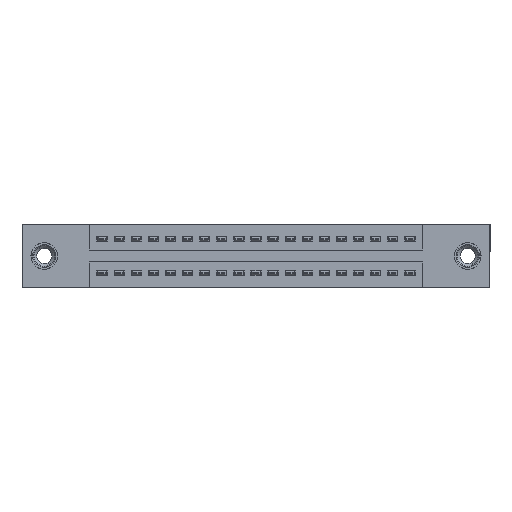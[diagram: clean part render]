
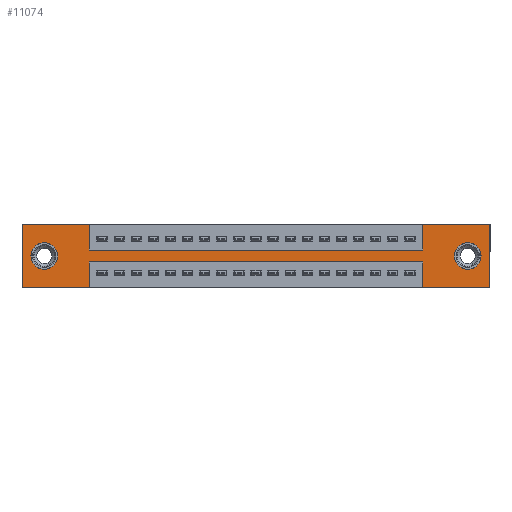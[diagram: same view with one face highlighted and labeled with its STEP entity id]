
A CAD part, front view. The second image highlights one B-rep face of the part: STEP entity #11074.
In plain terms, the highlighted planar face has unit normal (0, -1, 0).
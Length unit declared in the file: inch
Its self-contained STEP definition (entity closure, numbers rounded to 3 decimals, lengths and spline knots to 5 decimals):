
#430 = FACE_BOUND ( 'NONE', #6594, .T. ) ;
#733 = VERTEX_POINT ( 'NONE', #9171 ) ;
#770 = VECTOR ( 'NONE', #2756, 39.37008 ) ;
#791 = EDGE_CURVE ( 'NONE', #9590, #9661, #6752, .T. ) ;
#882 = DIRECTION ( 'NONE',  ( 0., 0., -1. ) ) ;
#1051 = DIRECTION ( 'NONE',  ( 0., 0., -1. ) ) ;
#1077 = CARTESIAN_POINT ( 'NONE',  ( 0., 0., -0.37 ) ) ;
#1199 = DIRECTION ( 'NONE',  ( 0., 0., 1. ) ) ;
#1315 = DIRECTION ( 'NONE',  ( 0., 1., 0. ) ) ;
#1460 = VERTEX_POINT ( 'NONE', #13679 ) ;
#1983 = LINE ( 'NONE', #7424, #770 ) ;
#2188 = ORIENTED_EDGE ( 'NONE', *, *, #10283, .F. ) ;
#2257 = LINE ( 'NONE', #18579, #17956 ) ;
#2263 = CARTESIAN_POINT ( 'NONE',  ( 0.3925, 0., -0.22 ) ) ;
#2436 = CARTESIAN_POINT ( 'NONE',  ( 2.735, 0., -0.37 ) ) ;
#2488 = DIRECTION ( 'NONE',  ( 1., 0., 0. ) ) ;
#2535 = VERTEX_POINT ( 'NONE', #2436 ) ;
#2633 = ORIENTED_EDGE ( 'NONE', *, *, #5568, .F. ) ;
#2696 = CARTESIAN_POINT ( 'NONE',  ( 0.13, 0., -0.185 ) ) ;
#2756 = DIRECTION ( 'NONE',  ( 0., 0., -1. ) ) ;
#2946 = VERTEX_POINT ( 'NONE', #17413 ) ;
#3155 = CARTESIAN_POINT ( 'NONE',  ( 2.3425, 0., 0. ) ) ;
#3254 = AXIS2_PLACEMENT_3D ( 'NONE', #11568, #17153, #1051 ) ;
#3621 = VECTOR ( 'NONE', #12192, 39.37008 ) ;
#3678 = CARTESIAN_POINT ( 'NONE',  ( 0.13, 0., -0.185 ) ) ;
#3824 = DIRECTION ( 'NONE',  ( 0., 1., 0. ) ) ;
#4126 = VECTOR ( 'NONE', #9416, 39.37008 ) ;
#4155 = CARTESIAN_POINT ( 'NONE',  ( 2.3425, 0., 0. ) ) ;
#4169 = CARTESIAN_POINT ( 'NONE',  ( 0.13, 0., -0.107 ) ) ;
#4214 = DIRECTION ( 'NONE',  ( 0., -1., 0. ) ) ;
#4327 = DIRECTION ( 'NONE',  ( 0., 0., -1. ) ) ;
#4331 = VECTOR ( 'NONE', #9293, 39.37008 ) ;
#4717 = CARTESIAN_POINT ( 'NONE',  ( 0., 0., 0. ) ) ;
#5330 = CIRCLE ( 'NONE', #6617, 0.078 ) ;
#5568 = EDGE_CURVE ( 'NONE', #7371, #8773, #18298, .T. ) ;
#5620 = AXIS2_PLACEMENT_3D ( 'NONE', #3678, #3824, #19094 ) ;
#5798 = VERTEX_POINT ( 'NONE', #4169 ) ;
#5978 = ORIENTED_EDGE ( 'NONE', *, *, #8073, .F. ) ;
#6031 = ORIENTED_EDGE ( 'NONE', *, *, #19695, .F. ) ;
#6173 = DIRECTION ( 'NONE',  ( 0., 0., -1. ) ) ;
#6224 = VECTOR ( 'NONE', #2488, 39.37008 ) ;
#6269 = DIRECTION ( 'NONE',  ( 0., 0., 1. ) ) ;
#6594 = EDGE_LOOP ( 'NONE', ( #10462, #13193 ) ) ;
#6617 = AXIS2_PLACEMENT_3D ( 'NONE', #12198, #1315, #4327 ) ;
#6752 = LINE ( 'NONE', #3155, #3621 ) ;
#6757 = CARTESIAN_POINT ( 'NONE',  ( 0.3925, 0., 0. ) ) ;
#6857 = VECTOR ( 'NONE', #9284, 39.37008 ) ;
#6978 = CARTESIAN_POINT ( 'NONE',  ( 0., 0., -0.37 ) ) ;
#7238 = PLANE ( 'NONE',  #8202 ) ;
#7318 = EDGE_CURVE ( 'NONE', #2535, #733, #7356, .T. ) ;
#7356 = LINE ( 'NONE', #8834, #12911 ) ;
#7371 = VERTEX_POINT ( 'NONE', #18448 ) ;
#7424 = CARTESIAN_POINT ( 'NONE',  ( 0.3925, 0., 0. ) ) ;
#7431 = EDGE_CURVE ( 'NONE', #19120, #7371, #2257, .T. ) ;
#7479 = DIRECTION ( 'NONE',  ( -1., 0., 0. ) ) ;
#8073 = EDGE_CURVE ( 'NONE', #8773, #11035, #8329, .T. ) ;
#8202 = AXIS2_PLACEMENT_3D ( 'NONE', #1077, #4214, #882 ) ;
#8329 = LINE ( 'NONE', #16760, #6857 ) ;
#8773 = VERTEX_POINT ( 'NONE', #6978 ) ;
#8834 = CARTESIAN_POINT ( 'NONE',  ( 0., 0., -0.37 ) ) ;
#8964 = EDGE_CURVE ( 'NONE', #2946, #15244, #9249, .T. ) ;
#8998 = VERTEX_POINT ( 'NONE', #12153 ) ;
#9003 = EDGE_CURVE ( 'NONE', #5798, #13562, #19099, .T. ) ;
#9171 = CARTESIAN_POINT ( 'NONE',  ( 2.3425, 0., -0.37 ) ) ;
#9227 = CARTESIAN_POINT ( 'NONE',  ( 0., 0., -0.37 ) ) ;
#9249 = CIRCLE ( 'NONE', #3254, 0.078 ) ;
#9284 = DIRECTION ( 'NONE',  ( 0., 0., 1. ) ) ;
#9293 = DIRECTION ( 'NONE',  ( -1., 0., 0. ) ) ;
#9416 = DIRECTION ( 'NONE',  ( 1., 0., 0. ) ) ;
#9420 = CARTESIAN_POINT ( 'NONE',  ( 2.735, 0., 0. ) ) ;
#9590 = VERTEX_POINT ( 'NONE', #16343 ) ;
#9594 = ORIENTED_EDGE ( 'NONE', *, *, #17063, .F. ) ;
#9661 = VERTEX_POINT ( 'NONE', #4155 ) ;
#10283 = EDGE_CURVE ( 'NONE', #11035, #12240, #15672, .T. ) ;
#10458 = EDGE_CURVE ( 'NONE', #15244, #2946, #5330, .T. ) ;
#10462 = ORIENTED_EDGE ( 'NONE', *, *, #10458, .T. ) ;
#10474 = DIRECTION ( 'NONE',  ( 0., 1., 0. ) ) ;
#10705 = LINE ( 'NONE', #2263, #18163 ) ;
#10747 = ORIENTED_EDGE ( 'NONE', *, *, #9003, .T. ) ;
#10947 = LINE ( 'NONE', #17554, #15243 ) ;
#11035 = VERTEX_POINT ( 'NONE', #4717 ) ;
#11074 = ADVANCED_FACE ( 'NONE', ( #430, #19014, #15657 ), #7238, .T. ) ;
#11221 = ORIENTED_EDGE ( 'NONE', *, *, #18646, .F. ) ;
#11376 = AXIS2_PLACEMENT_3D ( 'NONE', #2696, #10474, #1199 ) ;
#11442 = ORIENTED_EDGE ( 'NONE', *, *, #18104, .F. ) ;
#11568 = CARTESIAN_POINT ( 'NONE',  ( 2.605, 0., -0.185 ) ) ;
#11895 = ORIENTED_EDGE ( 'NONE', *, *, #12758, .T. ) ;
#12153 = CARTESIAN_POINT ( 'NONE',  ( 0.3925, 0., -0.15 ) ) ;
#12192 = DIRECTION ( 'NONE',  ( 0., 0., 1. ) ) ;
#12198 = CARTESIAN_POINT ( 'NONE',  ( 2.605, 0., -0.185 ) ) ;
#12240 = VERTEX_POINT ( 'NONE', #6757 ) ;
#12415 = CARTESIAN_POINT ( 'NONE',  ( 2.3425, 0., -0.37 ) ) ;
#12535 = ORIENTED_EDGE ( 'NONE', *, *, #17581, .F. ) ;
#12610 = ORIENTED_EDGE ( 'NONE', *, *, #7318, .F. ) ;
#12758 = EDGE_CURVE ( 'NONE', #13562, #5798, #14419, .T. ) ;
#12858 = DIRECTION ( 'NONE',  ( 0., 0., -1. ) ) ;
#12911 = VECTOR ( 'NONE', #7479, 39.37008 ) ;
#13155 = DIRECTION ( 'NONE',  ( -1., 0., 0. ) ) ;
#13193 = ORIENTED_EDGE ( 'NONE', *, *, #8964, .T. ) ;
#13363 = CARTESIAN_POINT ( 'NONE',  ( 0., 0., 0. ) ) ;
#13496 = ORIENTED_EDGE ( 'NONE', *, *, #7431, .F. ) ;
#13562 = VERTEX_POINT ( 'NONE', #19533 ) ;
#13679 = CARTESIAN_POINT ( 'NONE',  ( 2.3425, 0., -0.22 ) ) ;
#13918 = CARTESIAN_POINT ( 'NONE',  ( 0., 0., 0. ) ) ;
#14330 = LINE ( 'NONE', #19127, #19604 ) ;
#14419 = CIRCLE ( 'NONE', #5620, 0.078 ) ;
#14558 = EDGE_CURVE ( 'NONE', #9661, #14670, #17560, .T. ) ;
#14670 = VERTEX_POINT ( 'NONE', #9420 ) ;
#15243 = VECTOR ( 'NONE', #12858, 39.37008 ) ;
#15244 = VERTEX_POINT ( 'NONE', #18308 ) ;
#15657 = FACE_OUTER_BOUND ( 'NONE', #18561, .T. ) ;
#15672 = LINE ( 'NONE', #13918, #4126 ) ;
#16343 = CARTESIAN_POINT ( 'NONE',  ( 2.3425, 0., -0.15 ) ) ;
#16760 = CARTESIAN_POINT ( 'NONE',  ( 0., 0., 0. ) ) ;
#16888 = CARTESIAN_POINT ( 'NONE',  ( 0.3925, 0., -0.22 ) ) ;
#16896 = ORIENTED_EDGE ( 'NONE', *, *, #14558, .F. ) ;
#17063 = EDGE_CURVE ( 'NONE', #8998, #9590, #14330, .T. ) ;
#17153 = DIRECTION ( 'NONE',  ( 0., 1., 0. ) ) ;
#17167 = LINE ( 'NONE', #12415, #19765 ) ;
#17413 = CARTESIAN_POINT ( 'NONE',  ( 2.605, 0., -0.263 ) ) ;
#17554 = CARTESIAN_POINT ( 'NONE',  ( 2.735, 0., 0. ) ) ;
#17560 = LINE ( 'NONE', #13363, #6224 ) ;
#17581 = EDGE_CURVE ( 'NONE', #12240, #8998, #1983, .T. ) ;
#17612 = ORIENTED_EDGE ( 'NONE', *, *, #791, .F. ) ;
#17956 = VECTOR ( 'NONE', #6173, 39.37008 ) ;
#18074 = EDGE_LOOP ( 'NONE', ( #10747, #11895 ) ) ;
#18104 = EDGE_CURVE ( 'NONE', #1460, #19120, #10705, .T. ) ;
#18163 = VECTOR ( 'NONE', #13155, 39.37008 ) ;
#18298 = LINE ( 'NONE', #9227, #4331 ) ;
#18308 = CARTESIAN_POINT ( 'NONE',  ( 2.605, 0., -0.107 ) ) ;
#18448 = CARTESIAN_POINT ( 'NONE',  ( 0.3925, 0., -0.37 ) ) ;
#18561 = EDGE_LOOP ( 'NONE', ( #13496, #11442, #6031, #12610, #11221, #16896, #17612, #9594, #12535, #2188, #5978, #2633 ) ) ;
#18579 = CARTESIAN_POINT ( 'NONE',  ( 0.3925, 0., -0.37 ) ) ;
#18646 = EDGE_CURVE ( 'NONE', #14670, #2535, #10947, .T. ) ;
#19014 = FACE_BOUND ( 'NONE', #18074, .T. ) ;
#19094 = DIRECTION ( 'NONE',  ( 0., 0., 1. ) ) ;
#19099 = CIRCLE ( 'NONE', #11376, 0.078 ) ;
#19120 = VERTEX_POINT ( 'NONE', #16888 ) ;
#19127 = CARTESIAN_POINT ( 'NONE',  ( 0.3925, 0., -0.15 ) ) ;
#19266 = DIRECTION ( 'NONE',  ( 1., 0., 0. ) ) ;
#19533 = CARTESIAN_POINT ( 'NONE',  ( 0.13, 0., -0.263 ) ) ;
#19604 = VECTOR ( 'NONE', #19266, 39.37008 ) ;
#19695 = EDGE_CURVE ( 'NONE', #733, #1460, #17167, .T. ) ;
#19765 = VECTOR ( 'NONE', #6269, 39.37008 ) ;
